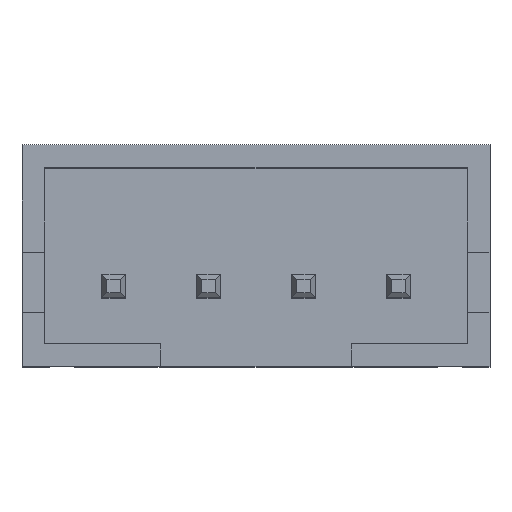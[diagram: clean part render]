
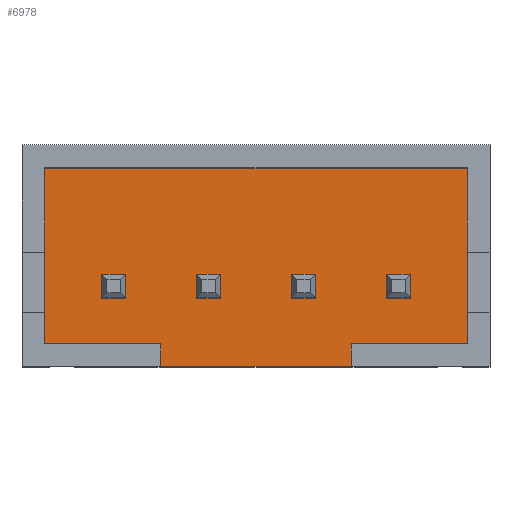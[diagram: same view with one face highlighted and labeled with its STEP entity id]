
A CAD part, top view. The second image highlights one B-rep face of the part: STEP entity #6978.
In plain terms, the highlighted planar face has unit normal (0, 0, 1).
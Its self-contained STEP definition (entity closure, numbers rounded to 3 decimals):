
#697=ORIENTED_EDGE('',*,*,#1932,.F.);
#698=ORIENTED_EDGE('',*,*,#1806,.F.);
#699=ORIENTED_EDGE('',*,*,#2021,.F.);
#700=ORIENTED_EDGE('',*,*,#1802,.F.);
#701=ORIENTED_EDGE('',*,*,#1790,.F.);
#702=ORIENTED_EDGE('',*,*,#1815,.F.);
#703=ORIENTED_EDGE('',*,*,#1794,.F.);
#704=ORIENTED_EDGE('',*,*,#1814,.F.);
#705=ORIENTED_EDGE('',*,*,#2022,.F.);
#706=ORIENTED_EDGE('',*,*,#1810,.F.);
#707=ORIENTED_EDGE('',*,*,#1854,.F.);
#708=ORIENTED_EDGE('',*,*,#1937,.F.);
#709=ORIENTED_EDGE('',*,*,#2020,.F.);
#710=ORIENTED_EDGE('',*,*,#2018,.F.);
#711=ORIENTED_EDGE('',*,*,#2016,.F.);
#712=ORIENTED_EDGE('',*,*,#2014,.F.);
#713=ORIENTED_EDGE('',*,*,#2012,.F.);
#714=ORIENTED_EDGE('',*,*,#2010,.F.);
#715=ORIENTED_EDGE('',*,*,#2008,.F.);
#716=ORIENTED_EDGE('',*,*,#2006,.F.);
#717=ORIENTED_EDGE('',*,*,#2004,.F.);
#718=ORIENTED_EDGE('',*,*,#2002,.F.);
#719=ORIENTED_EDGE('',*,*,#2000,.F.);
#720=ORIENTED_EDGE('',*,*,#1998,.F.);
#721=ORIENTED_EDGE('',*,*,#1996,.F.);
#722=ORIENTED_EDGE('',*,*,#1994,.F.);
#723=ORIENTED_EDGE('',*,*,#1992,.F.);
#724=ORIENTED_EDGE('',*,*,#1990,.F.);
#1790=EDGE_CURVE('',#2511,#2513,#2978,.T.);
#1794=EDGE_CURVE('',#2516,#2517,#2982,.T.);
#1802=EDGE_CURVE('',#2513,#2523,#2990,.T.);
#1806=EDGE_CURVE('',#2526,#2527,#2994,.T.);
#1810=EDGE_CURVE('',#2529,#2530,#2998,.T.);
#1814=EDGE_CURVE('',#2533,#2516,#3002,.T.);
#1815=EDGE_CURVE('',#2517,#2511,#3003,.T.);
#1854=EDGE_CURVE('',#2568,#2529,#3042,.T.);
#1932=EDGE_CURVE('',#2527,#2627,#3120,.T.);
#1937=EDGE_CURVE('',#2627,#2568,#3125,.T.);
#1990=EDGE_CURVE('',#2663,#2664,#3178,.T.);
#1992=EDGE_CURVE('',#2664,#2665,#3180,.T.);
#1994=EDGE_CURVE('',#2665,#2666,#3182,.T.);
#1996=EDGE_CURVE('',#2666,#2663,#3184,.T.);
#1998=EDGE_CURVE('',#2667,#2668,#3186,.T.);
#2000=EDGE_CURVE('',#2668,#2669,#3188,.T.);
#2002=EDGE_CURVE('',#2669,#2670,#3190,.T.);
#2004=EDGE_CURVE('',#2670,#2667,#3192,.T.);
#2006=EDGE_CURVE('',#2671,#2672,#3194,.T.);
#2008=EDGE_CURVE('',#2672,#2673,#3196,.T.);
#2010=EDGE_CURVE('',#2673,#2674,#3198,.T.);
#2012=EDGE_CURVE('',#2674,#2671,#3200,.T.);
#2014=EDGE_CURVE('',#2675,#2676,#3202,.T.);
#2016=EDGE_CURVE('',#2676,#2677,#3204,.T.);
#2018=EDGE_CURVE('',#2677,#2678,#3206,.T.);
#2020=EDGE_CURVE('',#2678,#2675,#3208,.T.);
#2021=EDGE_CURVE('',#2523,#2526,#3209,.T.);
#2022=EDGE_CURVE('',#2530,#2533,#3210,.T.);
#2511=VERTEX_POINT('',#8494);
#2513=VERTEX_POINT('',#8497);
#2516=VERTEX_POINT('',#8504);
#2517=VERTEX_POINT('',#8506);
#2523=VERTEX_POINT('',#8522);
#2526=VERTEX_POINT('',#8528);
#2527=VERTEX_POINT('',#8530);
#2529=VERTEX_POINT('',#8536);
#2530=VERTEX_POINT('',#8538);
#2533=VERTEX_POINT('',#8544);
#2568=VERTEX_POINT('',#8623);
#2627=VERTEX_POINT('',#8777);
#2663=VERTEX_POINT('',#8893);
#2664=VERTEX_POINT('',#8895);
#2665=VERTEX_POINT('',#8899);
#2666=VERTEX_POINT('',#8903);
#2667=VERTEX_POINT('',#8909);
#2668=VERTEX_POINT('',#8911);
#2669=VERTEX_POINT('',#8915);
#2670=VERTEX_POINT('',#8919);
#2671=VERTEX_POINT('',#8925);
#2672=VERTEX_POINT('',#8927);
#2673=VERTEX_POINT('',#8931);
#2674=VERTEX_POINT('',#8935);
#2675=VERTEX_POINT('',#8941);
#2676=VERTEX_POINT('',#8943);
#2677=VERTEX_POINT('',#8947);
#2678=VERTEX_POINT('',#8951);
#2978=LINE('',#8496,#3436);
#2982=LINE('',#8505,#3440);
#2990=LINE('',#8521,#3448);
#2994=LINE('',#8529,#3452);
#2998=LINE('',#8537,#3456);
#3002=LINE('',#8545,#3460);
#3003=LINE('',#8547,#3461);
#3042=LINE('',#8624,#3500);
#3120=LINE('',#8776,#3578);
#3125=LINE('',#8786,#3583);
#3178=LINE('',#8894,#3636);
#3180=LINE('',#8898,#3638);
#3182=LINE('',#8902,#3640);
#3184=LINE('',#8906,#3642);
#3186=LINE('',#8910,#3644);
#3188=LINE('',#8914,#3646);
#3190=LINE('',#8918,#3648);
#3192=LINE('',#8922,#3650);
#3194=LINE('',#8926,#3652);
#3196=LINE('',#8930,#3654);
#3198=LINE('',#8934,#3656);
#3200=LINE('',#8938,#3658);
#3202=LINE('',#8942,#3660);
#3204=LINE('',#8946,#3662);
#3206=LINE('',#8950,#3664);
#3208=LINE('',#8954,#3666);
#3209=LINE('',#8956,#3667);
#3210=LINE('',#8957,#3668);
#3436=VECTOR('',#7510,1000.);
#3440=VECTOR('',#7516,1000.);
#3448=VECTOR('',#7528,1000.);
#3452=VECTOR('',#7532,1000.);
#3456=VECTOR('',#7538,1000.);
#3460=VECTOR('',#7542,1000.);
#3461=VECTOR('',#7545,1000.);
#3500=VECTOR('',#7590,1000.);
#3578=VECTOR('',#7700,1000.);
#3583=VECTOR('',#7707,1000.);
#3636=VECTOR('',#7804,1000.);
#3638=VECTOR('',#7808,1000.);
#3640=VECTOR('',#7812,1000.);
#3642=VECTOR('',#7816,1000.);
#3644=VECTOR('',#7820,1000.);
#3646=VECTOR('',#7824,1000.);
#3648=VECTOR('',#7828,1000.);
#3650=VECTOR('',#7832,1000.);
#3652=VECTOR('',#7836,1000.);
#3654=VECTOR('',#7840,1000.);
#3656=VECTOR('',#7844,1000.);
#3658=VECTOR('',#7848,1000.);
#3660=VECTOR('',#7852,1000.);
#3662=VECTOR('',#7856,1000.);
#3664=VECTOR('',#7860,1000.);
#3666=VECTOR('',#7864,1000.);
#3667=VECTOR('',#7867,1000.);
#3668=VECTOR('',#7868,1000.);
#3956=EDGE_LOOP('',(#697,#698,#699,#700,#701,#702,#703,#704,#705,#706,#707,
#708));
#3957=EDGE_LOOP('',(#709,#710,#711,#712));
#3958=EDGE_LOOP('',(#713,#714,#715,#716));
#3959=EDGE_LOOP('',(#717,#718,#719,#720));
#3960=EDGE_LOOP('',(#721,#722,#723,#724));
#4278=FACE_BOUND('',#3956,.T.);
#4279=FACE_BOUND('',#3957,.T.);
#4280=FACE_BOUND('',#3958,.T.);
#4281=FACE_BOUND('',#3959,.T.);
#4282=FACE_BOUND('',#3960,.T.);
#4600=PLANE('',#7305);
#6978=ADVANCED_FACE('',(#4278,#4279,#4280,#4281,#4282),#4600,.F.);
#7305=AXIS2_PLACEMENT_3D('',#8955,#7865,#7866);
#7510=DIRECTION('',(0.,1.,0.));
#7516=DIRECTION('',(0.,-1.,0.));
#7528=DIRECTION('',(-1.,0.,0.));
#7532=DIRECTION('',(-1.,0.,0.));
#7538=DIRECTION('',(-1.,0.,0.));
#7542=DIRECTION('',(-1.,0.,0.));
#7545=DIRECTION('',(-1.,0.,0.));
#7590=DIRECTION('',(0.,-1.,0.));
#7700=DIRECTION('',(0.,1.,0.));
#7707=DIRECTION('',(1.,0.,0.));
#7804=DIRECTION('',(0.,1.,0.));
#7808=DIRECTION('',(-1.,0.,0.));
#7812=DIRECTION('',(0.,-1.,0.));
#7816=DIRECTION('',(1.,0.,0.));
#7820=DIRECTION('',(0.,1.,0.));
#7824=DIRECTION('',(-1.,0.,0.));
#7828=DIRECTION('',(0.,-1.,0.));
#7832=DIRECTION('',(1.,0.,0.));
#7836=DIRECTION('',(0.,1.,0.));
#7840=DIRECTION('',(-1.,0.,0.));
#7844=DIRECTION('',(0.,-1.,0.));
#7848=DIRECTION('',(1.,0.,0.));
#7852=DIRECTION('',(1.,0.,0.));
#7856=DIRECTION('',(0.,1.,0.));
#7860=DIRECTION('',(-1.,0.,0.));
#7864=DIRECTION('',(0.,-1.,0.));
#7865=DIRECTION('',(0.,0.,-1.));
#7866=DIRECTION('',(-1.,0.,0.));
#7867=DIRECTION('',(-1.,0.,0.));
#7868=DIRECTION('',(-1.,0.,0.));
#8494=CARTESIAN_POINT('',(-2.009,-1.7,1.88));
#8496=CARTESIAN_POINT('',(-2.009,-1.7,1.88));
#8497=CARTESIAN_POINT('',(-2.009,-1.217,1.88));
#8504=CARTESIAN_POINT('',(2.009,-1.217,1.88));
#8505=CARTESIAN_POINT('',(2.009,-1.217,1.88));
#8506=CARTESIAN_POINT('',(2.009,-1.7,1.88));
#8521=CARTESIAN_POINT('',(4.448,-1.217,1.88));
#8522=CARTESIAN_POINT('',(-3.826,-1.217,1.88));
#8528=CARTESIAN_POINT('',(-4.359,-1.217,1.88));
#8529=CARTESIAN_POINT('',(4.448,-1.217,1.88));
#8530=CARTESIAN_POINT('',(-4.448,-1.217,1.88));
#8536=CARTESIAN_POINT('',(4.448,-1.217,1.88));
#8537=CARTESIAN_POINT('',(4.448,-1.217,1.88));
#8538=CARTESIAN_POINT('',(4.359,-1.217,1.88));
#8544=CARTESIAN_POINT('',(3.826,-1.217,1.88));
#8545=CARTESIAN_POINT('',(4.448,-1.217,1.88));
#8547=CARTESIAN_POINT('',(2.009,-1.7,1.88));
#8623=CARTESIAN_POINT('',(4.448,2.491,1.88));
#8624=CARTESIAN_POINT('',(4.448,2.491,1.88));
#8776=CARTESIAN_POINT('',(-4.448,-1.217,1.88));
#8777=CARTESIAN_POINT('',(-4.448,2.491,1.88));
#8786=CARTESIAN_POINT('',(-4.448,2.491,1.88));
#8893=CARTESIAN_POINT('',(3.25,-0.25,1.88));
#8894=CARTESIAN_POINT('',(3.25,0.25,1.88));
#8895=CARTESIAN_POINT('',(3.25,0.25,1.88));
#8898=CARTESIAN_POINT('',(2.75,0.25,1.88));
#8899=CARTESIAN_POINT('',(2.75,0.25,1.88));
#8902=CARTESIAN_POINT('',(2.75,-0.25,1.88));
#8903=CARTESIAN_POINT('',(2.75,-0.25,1.88));
#8906=CARTESIAN_POINT('',(3.25,-0.25,1.88));
#8909=CARTESIAN_POINT('',(1.25,-0.25,1.88));
#8910=CARTESIAN_POINT('',(1.25,0.25,1.88));
#8911=CARTESIAN_POINT('',(1.25,0.25,1.88));
#8914=CARTESIAN_POINT('',(0.75,0.25,1.88));
#8915=CARTESIAN_POINT('',(0.75,0.25,1.88));
#8918=CARTESIAN_POINT('',(0.75,-0.25,1.88));
#8919=CARTESIAN_POINT('',(0.75,-0.25,1.88));
#8922=CARTESIAN_POINT('',(1.25,-0.25,1.88));
#8925=CARTESIAN_POINT('',(-0.75,-0.25,1.88));
#8926=CARTESIAN_POINT('',(-0.75,0.25,1.88));
#8927=CARTESIAN_POINT('',(-0.75,0.25,1.88));
#8930=CARTESIAN_POINT('',(-1.25,0.25,1.88));
#8931=CARTESIAN_POINT('',(-1.25,0.25,1.88));
#8934=CARTESIAN_POINT('',(-1.25,-0.25,1.88));
#8935=CARTESIAN_POINT('',(-1.25,-0.25,1.88));
#8938=CARTESIAN_POINT('',(-0.75,-0.25,1.88));
#8941=CARTESIAN_POINT('',(-3.25,-0.25,1.88));
#8942=CARTESIAN_POINT('',(-2.75,-0.25,1.88));
#8943=CARTESIAN_POINT('',(-2.75,-0.25,1.88));
#8946=CARTESIAN_POINT('',(-2.75,0.25,1.88));
#8947=CARTESIAN_POINT('',(-2.75,0.25,1.88));
#8950=CARTESIAN_POINT('',(-3.25,0.25,1.88));
#8951=CARTESIAN_POINT('',(-3.25,0.25,1.88));
#8954=CARTESIAN_POINT('',(-3.25,-0.25,1.88));
#8955=CARTESIAN_POINT('',(0.,0.,1.88));
#8956=CARTESIAN_POINT('',(4.448,-1.217,1.88));
#8957=CARTESIAN_POINT('',(4.448,-1.217,1.88));
